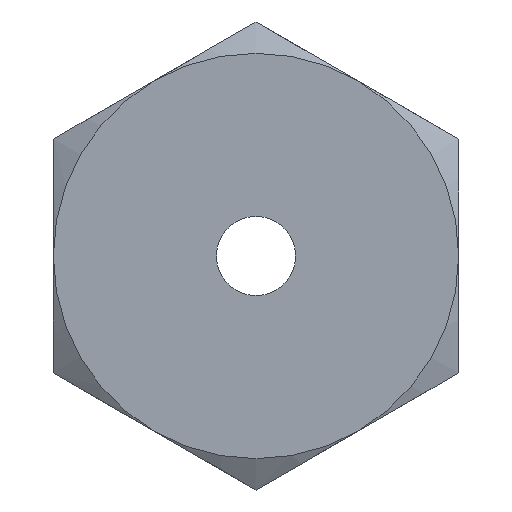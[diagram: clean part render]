
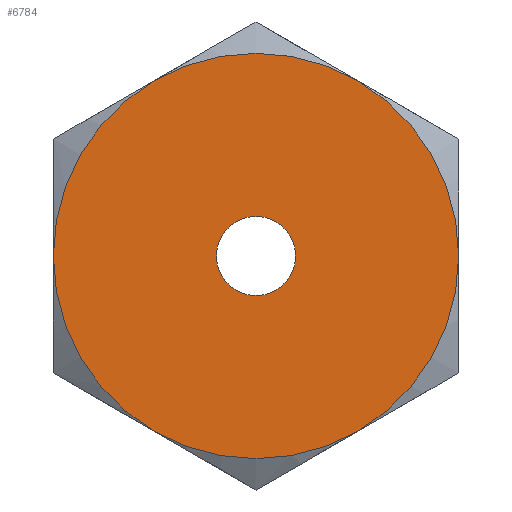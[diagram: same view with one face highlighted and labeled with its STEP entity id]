
A CAD part, left-side view. The second image highlights one B-rep face of the part: STEP entity #6784.
In plain terms, the highlighted planar face has unit normal (-1, 0, 0).
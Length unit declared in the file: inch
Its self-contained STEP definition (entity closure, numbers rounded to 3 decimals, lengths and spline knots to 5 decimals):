
#3113=CARTESIAN_POINT('',(-0.055,0.04613,
-0.07989));
#3128=CARTESIAN_POINT('',(-0.055,0.09225,
0.));
#3157=CARTESIAN_POINT('',(-0.055,0.04612,
0.07989));
#3172=CARTESIAN_POINT('',(-0.055,0.,0.));
#3173=DIRECTION('',(-1.,0.,0.));
#3174=DIRECTION('',(0.,1.,0.));
#3175=AXIS2_PLACEMENT_3D('',#3172,#3173,#3174);
#3177=CARTESIAN_POINT('',(-0.055,0.,0.));
#3178=DIRECTION('',(-1.,0.,0.));
#3179=DIRECTION('',(0.,0.5,0.866));
#3180=AXIS2_PLACEMENT_3D('',#3177,#3178,#3179);
#3182=CARTESIAN_POINT('',(-0.055,0.,0.));
#3183=DIRECTION('',(-1.,0.,0.));
#3184=DIRECTION('',(0.,-0.5,0.866));
#3185=AXIS2_PLACEMENT_3D('',#3182,#3183,#3184);
#3187=CARTESIAN_POINT('',(-0.055,0.,0.));
#3188=DIRECTION('',(-1.,0.,0.));
#3189=DIRECTION('',(0.,-1.,0.));
#3190=AXIS2_PLACEMENT_3D('',#3187,#3188,#3189);
#3192=CARTESIAN_POINT('',(-0.055,0.,0.));
#3193=DIRECTION('',(-1.,0.,0.));
#3194=DIRECTION('',(0.,-0.5,-0.866));
#3195=AXIS2_PLACEMENT_3D('',#3192,#3193,#3194);
#3197=CARTESIAN_POINT('',(-0.055,0.,0.));
#3198=DIRECTION('',(-1.,0.,0.));
#3199=DIRECTION('',(0.,0.5,-0.866));
#3200=AXIS2_PLACEMENT_3D('',#3197,#3198,#3199);
#3202=CARTESIAN_POINT('',(-0.055,0.,0.));
#3203=DIRECTION('',(1.,0.,0.));
#3204=DIRECTION('',(0.,-1.,0.));
#3205=AXIS2_PLACEMENT_3D('',#3202,#3203,#3204);
#3207=CARTESIAN_POINT('',(-0.055,0.,0.));
#3208=DIRECTION('',(1.,0.,0.));
#3209=DIRECTION('',(0.,1.,0.));
#3210=AXIS2_PLACEMENT_3D('',#3207,#3208,#3209);
#3227=CARTESIAN_POINT('',(-0.055,-0.04613,
0.07989));
#3249=CARTESIAN_POINT('',(-0.055,-0.09225,
0.));
#3271=CARTESIAN_POINT('',(-0.055,-0.04612,
-0.07989));
#3431=VERTEX_POINT('',#3113);
#3433=VERTEX_POINT('',#3128);
#3436=VERTEX_POINT('',#3157);
#3438=VERTEX_POINT('',#3227);
#3440=VERTEX_POINT('',#3249);
#3441=VERTEX_POINT('',#3271);
#3446=CARTESIAN_POINT('',(-0.055,-0.018,0.));
#3447=CARTESIAN_POINT('',(-0.055,0.018,0.));
#3448=VERTEX_POINT('',#3446);
#3449=VERTEX_POINT('',#3447);
#6765=CARTESIAN_POINT('',(-0.055,0.,0.));
#6766=DIRECTION('',(1.,0.,0.));
#6767=DIRECTION('',(0.,1.,0.));
#6768=AXIS2_PLACEMENT_3D('',#6765,#6766,#6767);
#6769=PLANE('',#6768);
#6770=ORIENTED_EDGE('',*,*,#6663,.F.);
#6771=ORIENTED_EDGE('',*,*,#6733,.F.);
#6772=ORIENTED_EDGE('',*,*,#6746,.F.);
#6773=ORIENTED_EDGE('',*,*,#6760,.F.);
#6774=ORIENTED_EDGE('',*,*,#6690,.F.);
#6775=ORIENTED_EDGE('',*,*,#6674,.F.);
#6776=EDGE_LOOP('',(#6770,#6771,#6772,#6773,#6774,#6775));
#6777=FACE_OUTER_BOUND('',#6776,.F.);
#6779=ORIENTED_EDGE('',*,*,#6778,.F.);
#6781=ORIENTED_EDGE('',*,*,#6780,.F.);
#6782=EDGE_LOOP('',(#6779,#6781));
#6783=FACE_BOUND('',#6782,.F.);
#3176=CIRCLE('',#3175,0.09225);
#3181=CIRCLE('',#3180,0.09225);
#3186=CIRCLE('',#3185,0.09225);
#3191=CIRCLE('',#3190,0.09225);
#3196=CIRCLE('',#3195,0.09225);
#3201=CIRCLE('',#3200,0.09225);
#3206=CIRCLE('',#3205,0.018);
#3211=CIRCLE('',#3210,0.018);
#6663=EDGE_CURVE('',#3433,#3431,#3176,.T.);
#6674=EDGE_CURVE('',#3431,#3441,#3201,.T.);
#6690=EDGE_CURVE('',#3441,#3440,#3196,.T.);
#6733=EDGE_CURVE('',#3436,#3433,#3181,.T.);
#6746=EDGE_CURVE('',#3438,#3436,#3186,.T.);
#6760=EDGE_CURVE('',#3440,#3438,#3191,.T.);
#6778=EDGE_CURVE('',#3448,#3449,#3206,.T.);
#6780=EDGE_CURVE('',#3449,#3448,#3211,.T.);
#6784=ADVANCED_FACE('',(#6777,#6783),#6769,.F.);
